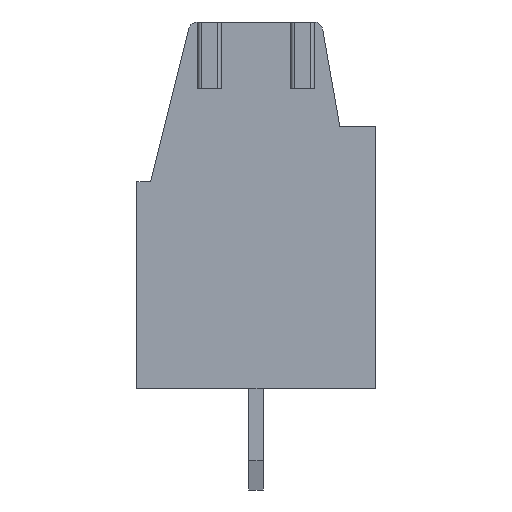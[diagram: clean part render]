
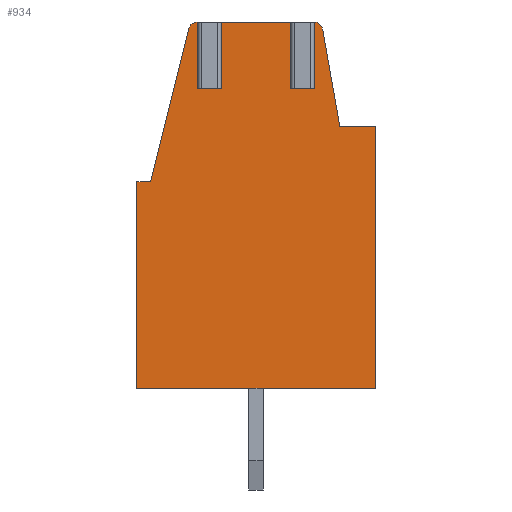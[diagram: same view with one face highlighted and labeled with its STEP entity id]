
A CAD part, left-side view. The second image highlights one B-rep face of the part: STEP entity #934.
In plain terms, the highlighted planar face has unit normal (-1, 0, 0).
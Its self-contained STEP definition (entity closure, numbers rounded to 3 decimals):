
#934 = ADVANCED_FACE( '', ( #1975 ), #1976, .T. );
#1975 = FACE_OUTER_BOUND( '', #3060, .T. );
#1976 = PLANE( '', #3061 );
#3060 = EDGE_LOOP( '', ( #5913, #5914, #5915, #5916, #5917, #5918, #5919, #5920, #5921, #5922, #5923, #5924, #5925, #5926, #5927, #5928, #5929, #5930 ) );
#3061 = AXIS2_PLACEMENT_3D( '', #5931, #5932, #5933 );
#5913 = ORIENTED_EDGE( '', *, *, #6498, .T. );
#5914 = ORIENTED_EDGE( '', *, *, #7180, .T. );
#5915 = ORIENTED_EDGE( '', *, *, #6833, .T. );
#5916 = ORIENTED_EDGE( '', *, *, #7522, .T. );
#5917 = ORIENTED_EDGE( '', *, *, #6520, .T. );
#5918 = ORIENTED_EDGE( '', *, *, #7057, .T. );
#5919 = ORIENTED_EDGE( '', *, *, #6889, .T. );
#5920 = ORIENTED_EDGE( '', *, *, #6926, .F. );
#5921 = ORIENTED_EDGE( '', *, *, #7254, .T. );
#5922 = ORIENTED_EDGE( '', *, *, #7513, .T. );
#5923 = ORIENTED_EDGE( '', *, *, #6882, .T. );
#5924 = ORIENTED_EDGE( '', *, *, #7069, .F. );
#5925 = ORIENTED_EDGE( '', *, *, #7036, .F. );
#5926 = ORIENTED_EDGE( '', *, *, #6599, .T. );
#5927 = ORIENTED_EDGE( '', *, *, #6875, .F. );
#5928 = ORIENTED_EDGE( '', *, *, #7426, .T. );
#5929 = ORIENTED_EDGE( '', *, *, #7217, .T. );
#5930 = ORIENTED_EDGE( '', *, *, #7259, .T. );
#5931 = CARTESIAN_POINT( '', ( -35.689, 211.943, -29.87 ) );
#5932 = DIRECTION( '', ( -1., 0., 0. ) );
#5933 = DIRECTION( '', ( 0., -1., 0. ) );
#6498 = EDGE_CURVE( '', #7837, #7842, #7844, .T. );
#6520 = EDGE_CURVE( '', #7875, #7880, #7882, .T. );
#6599 = EDGE_CURVE( '', #8028, #8029, #8030, .T. );
#6833 = EDGE_CURVE( '', #8413, #8411, #8414, .T. );
#6875 = EDGE_CURVE( '', #8477, #8029, #8479, .T. );
#6882 = EDGE_CURVE( '', #8492, #8490, #8493, .T. );
#6889 = EDGE_CURVE( '', #8461, #8503, #8505, .T. );
#6926 = EDGE_CURVE( '', #8564, #8503, #8566, .T. );
#7036 = EDGE_CURVE( '', #8028, #8724, #8725, .T. );
#7057 = EDGE_CURVE( '', #7880, #8461, #8754, .T. );
#7069 = EDGE_CURVE( '', #8724, #8490, #8769, .T. );
#7180 = EDGE_CURVE( '', #7842, #8413, #8926, .T. );
#7217 = EDGE_CURVE( '', #8973, #8975, #8977, .T. );
#7254 = EDGE_CURVE( '', #8564, #9030, #9032, .T. );
#7259 = EDGE_CURVE( '', #8975, #7837, #9037, .T. );
#7426 = EDGE_CURVE( '', #8477, #8973, #9252, .T. );
#7513 = EDGE_CURVE( '', #9030, #8492, #9347, .T. );
#7522 = EDGE_CURVE( '', #8411, #7875, #9357, .T. );
#7837 = VERTEX_POINT( '', #9785 );
#7842 = VERTEX_POINT( '', #9792 );
#7844 = LINE( '', #9795, #9796 );
#7875 = VERTEX_POINT( '', #9843 );
#7880 = VERTEX_POINT( '', #9850 );
#7882 = LINE( '', #9853, #9854 );
#8028 = VERTEX_POINT( '', #10093 );
#8029 = VERTEX_POINT( '', #10094 );
#8030 = LINE( '', #10095, #10096 );
#8411 = VERTEX_POINT( '', #10654 );
#8413 = VERTEX_POINT( '', #10657 );
#8414 = LINE( '', #10658, #10659 );
#8461 = VERTEX_POINT( '', #10724 );
#8477 = VERTEX_POINT( '', #10743 );
#8479 = LINE( '', #10746, #10747 );
#8490 = VERTEX_POINT( '', #10761 );
#8492 = VERTEX_POINT( '', #10763 );
#8493 = LINE( '', #10764, #10765 );
#8503 = VERTEX_POINT( '', #10778 );
#8505 = LINE( '', #10780, #10781 );
#8564 = VERTEX_POINT( '', #10860 );
#8566 = LINE( '', #10862, #10863 );
#8724 = VERTEX_POINT( '', #11118 );
#8725 = LINE( '', #11119, #11120 );
#8754 = CIRCLE( '', #11176, 0.3 );
#8769 = LINE( '', #11197, #11198 );
#8926 = LINE( '', #11423, #11424 );
#8973 = VERTEX_POINT( '', #11490 );
#8975 = VERTEX_POINT( '', #11493 );
#8977 = LINE( '', #11496, #11497 );
#9030 = VERTEX_POINT( '', #11572 );
#9032 = LINE( '', #11574, #11575 );
#9037 = LINE( '', #11582, #11583 );
#9252 = CIRCLE( '', #11910, 0.3 );
#9347 = LINE( '', #12036, #12037 );
#9357 = LINE( '', #12050, #12051 );
#9785 = CARTESIAN_POINT( '', ( -35.689, 218.041, -35.07 ) );
#9792 = CARTESIAN_POINT( '', ( -35.689, 218.041, -42.17 ) );
#9795 = CARTESIAN_POINT( '', ( -35.689, 218.041, -42.17 ) );
#9796 = VECTOR( '', #12264, 1000. );
#9843 = CARTESIAN_POINT( '', ( -35.689, 211.056, -33.17 ) );
#9850 = CARTESIAN_POINT( '', ( -35.689, 211.647, -29.817 ) );
#9853 = CARTESIAN_POINT( '', ( -35.689, 211.647, -29.817 ) );
#9854 = VECTOR( '', #12284, 1000. );
#10093 = CARTESIAN_POINT( '', ( -35.689, 215.919, -31.87 ) );
#10094 = CARTESIAN_POINT( '', ( -35.689, 215.919, -29.57 ) );
#10095 = CARTESIAN_POINT( '', ( -35.689, 215.919, -42.171 ) );
#10096 = VECTOR( '', #12396, 1000. );
#10654 = CARTESIAN_POINT( '', ( -35.689, 209.841, -33.17 ) );
#10657 = CARTESIAN_POINT( '', ( -35.689, 209.841, -42.17 ) );
#10658 = CARTESIAN_POINT( '', ( -35.689, 209.841, -33.17 ) );
#10659 = VECTOR( '', #12647, 1000. );
#10724 = CARTESIAN_POINT( '', ( -35.689, 211.943, -29.57 ) );
#10743 = CARTESIAN_POINT( '', ( -35.689, 215.957, -29.57 ) );
#10746 = CARTESIAN_POINT( '', ( -35.689, 215.957, -29.57 ) );
#10747 = VECTOR( '', #12706, 1000. );
#10761 = CARTESIAN_POINT( '', ( -35.689, 215.172, -29.57 ) );
#10763 = CARTESIAN_POINT( '', ( -35.689, 212.719, -29.57 ) );
#10764 = CARTESIAN_POINT( '', ( -35.689, 215.957, -29.57 ) );
#10765 = VECTOR( '', #12719, 1000. );
#10778 = CARTESIAN_POINT( '', ( -35.689, 211.972, -29.57 ) );
#10780 = CARTESIAN_POINT( '', ( -35.689, 215.957, -29.57 ) );
#10781 = VECTOR( '', #12732, 1000. );
#10860 = CARTESIAN_POINT( '', ( -35.689, 211.972, -31.87 ) );
#10862 = CARTESIAN_POINT( '', ( -35.689, 211.972, -42.171 ) );
#10863 = VECTOR( '', #12795, 1000. );
#11118 = CARTESIAN_POINT( '', ( -35.689, 215.172, -31.87 ) );
#11119 = CARTESIAN_POINT( '', ( -35.689, 215.143, -31.87 ) );
#11120 = VECTOR( '', #12899, 1000. );
#11176 = AXIS2_PLACEMENT_3D( '', #12924, #12925, #12926 );
#11197 = CARTESIAN_POINT( '', ( -35.689, 215.172, -42.171 ) );
#11198 = VECTOR( '', #12936, 1000. );
#11423 = CARTESIAN_POINT( '', ( -35.689, 209.841, -42.17 ) );
#11424 = VECTOR( '', #13047, 1000. );
#11490 = CARTESIAN_POINT( '', ( -35.689, 216.248, -29.797 ) );
#11493 = CARTESIAN_POINT( '', ( -35.689, 217.562, -35.07 ) );
#11496 = CARTESIAN_POINT( '', ( -35.689, 217.562, -35.07 ) );
#11497 = VECTOR( '', #13084, 1000. );
#11572 = CARTESIAN_POINT( '', ( -35.689, 212.719, -31.87 ) );
#11574 = CARTESIAN_POINT( '', ( -35.689, 212.748, -31.87 ) );
#11575 = VECTOR( '', #13122, 1000. );
#11582 = CARTESIAN_POINT( '', ( -35.689, 218.041, -35.07 ) );
#11583 = VECTOR( '', #13125, 1000. );
#11910 = AXIS2_PLACEMENT_3D( '', #13281, #13282, #13283 );
#12036 = CARTESIAN_POINT( '', ( -35.689, 212.719, -42.171 ) );
#12037 = VECTOR( '', #13333, 1000. );
#12050 = CARTESIAN_POINT( '', ( -35.689, 211.056, -33.17 ) );
#12051 = VECTOR( '', #13337, 1000. );
#12264 = DIRECTION( '', ( 0., 0., -1. ) );
#12284 = DIRECTION( '', ( 0., 0.174, 0.985 ) );
#12396 = DIRECTION( '', ( 0., 0., 1. ) );
#12647 = DIRECTION( '', ( 0., 0., 1. ) );
#12706 = DIRECTION( '', ( 0., -1., 0. ) );
#12719 = DIRECTION( '', ( 0., 1., 0. ) );
#12732 = DIRECTION( '', ( 0., 1., 0. ) );
#12795 = DIRECTION( '', ( 0., 0., 1. ) );
#12899 = DIRECTION( '', ( 0., -1., 0. ) );
#12924 = CARTESIAN_POINT( '', ( -35.689, 211.943, -29.87 ) );
#12925 = DIRECTION( '', ( -1., 0., 0. ) );
#12926 = DIRECTION( '', ( 0., 0.643, -0.766 ) );
#12936 = DIRECTION( '', ( 0., 0., 1. ) );
#13047 = DIRECTION( '', ( 0., -1., 0. ) );
#13084 = DIRECTION( '', ( 0., 0.242, -0.97 ) );
#13122 = DIRECTION( '', ( 0., 1., 0. ) );
#13125 = DIRECTION( '', ( 0., 1., 0. ) );
#13281 = CARTESIAN_POINT( '', ( -35.689, 215.957, -29.87 ) );
#13282 = DIRECTION( '', ( -1., 0., 0. ) );
#13283 = DIRECTION( '', ( 0., -0.616, -0.788 ) );
#13333 = DIRECTION( '', ( 0., 0., 1. ) );
#13337 = DIRECTION( '', ( 0., 1., 0. ) );
